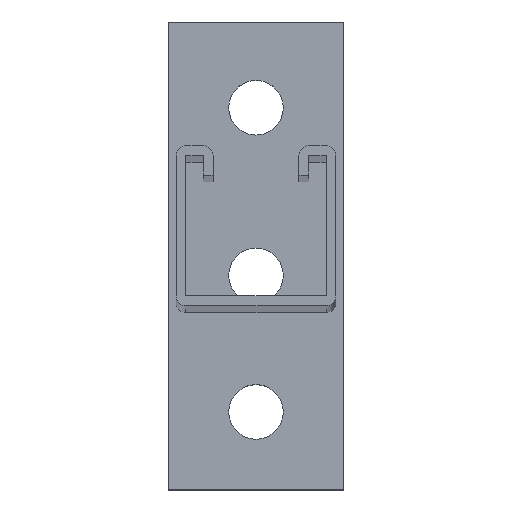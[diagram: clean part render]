
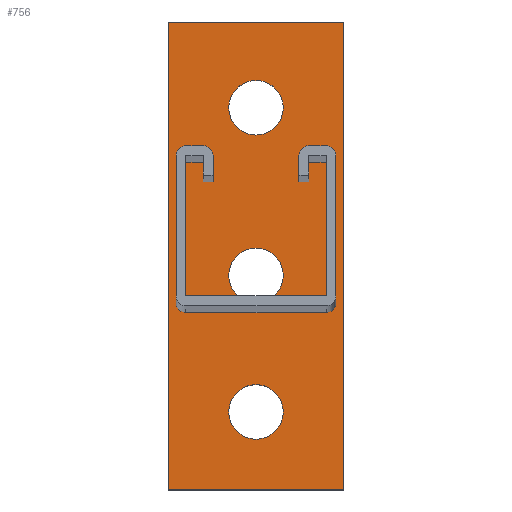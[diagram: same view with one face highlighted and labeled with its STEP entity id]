
A CAD part, top view. The second image highlights one B-rep face of the part: STEP entity #756.
In plain terms, the highlighted planar face has unit normal (0, 0, 1).
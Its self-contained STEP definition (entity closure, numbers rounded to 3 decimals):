
#1 = FACE_BOUND ( 'NONE', #862, .T. ) ;
#13 = EDGE_CURVE ( 'NONE', #299, #529, #733, .T. ) ;
#17 = AXIS2_PLACEMENT_3D ( 'NONE', #18, #1058, #292 ) ;
#18 = CARTESIAN_POINT ( 'NONE',  ( 22.5, -65., 8. ) ) ;
#38 = DIRECTION ( 'NONE',  ( 0., 1., 0. ) ) ;
#39 = EDGE_CURVE ( 'NONE', #402, #653, #689, .T. ) ;
#57 = DIRECTION ( 'NONE',  ( 0., 0., 1. ) ) ;
#64 = VERTEX_POINT ( 'NONE', #838 ) ;
#70 = ORIENTED_EDGE ( 'NONE', *, *, #1102, .T. ) ;
#77 = CARTESIAN_POINT ( 'NONE',  ( 29.5, -100., 8. ) ) ;
#80 = EDGE_LOOP ( 'NONE', ( #893, #122 ) ) ;
#104 = AXIS2_PLACEMENT_3D ( 'NONE', #548, #668, #1029 ) ;
#122 = ORIENTED_EDGE ( 'NONE', *, *, #591, .F. ) ;
#131 = DIRECTION ( 'NONE',  ( 0., -1., 0. ) ) ;
#138 = EDGE_CURVE ( 'NONE', #653, #402, #1003, .T. ) ;
#148 = DIRECTION ( 'NONE',  ( -1., 0., 0. ) ) ;
#149 = CARTESIAN_POINT ( 'NONE',  ( 22.5, -22., 8. ) ) ;
#160 = DIRECTION ( 'NONE',  ( 1., 0., 0. ) ) ;
#167 = AXIS2_PLACEMENT_3D ( 'NONE', #782, #695, #977 ) ;
#171 = VECTOR ( 'NONE', #148, 1000. ) ;
#181 = CARTESIAN_POINT ( 'NONE',  ( 22.5, -65., 8. ) ) ;
#215 = EDGE_CURVE ( 'NONE', #351, #700, #368, .T. ) ;
#232 = CIRCLE ( 'NONE', #1019, 7. ) ;
#278 = CARTESIAN_POINT ( 'NONE',  ( 0., -120., 8. ) ) ;
#292 = DIRECTION ( 'NONE',  ( 1., 0., 0. ) ) ;
#299 = VERTEX_POINT ( 'NONE', #405 ) ;
#304 = EDGE_LOOP ( 'NONE', ( #70, #607, #775, #743 ) ) ;
#309 = CARTESIAN_POINT ( 'NONE',  ( 15.5, -100., 8. ) ) ;
#310 = ORIENTED_EDGE ( 'NONE', *, *, #138, .F. ) ;
#329 = CARTESIAN_POINT ( 'NONE',  ( 29.5, -22., 8. ) ) ;
#337 = EDGE_CURVE ( 'NONE', #868, #64, #562, .T. ) ;
#342 = CARTESIAN_POINT ( 'NONE',  ( 0., 0., 8. ) ) ;
#351 = VERTEX_POINT ( 'NONE', #609 ) ;
#368 = LINE ( 'NONE', #278, #1042 ) ;
#370 = DIRECTION ( 'NONE',  ( 0., 0., 1. ) ) ;
#390 = FACE_OUTER_BOUND ( 'NONE', #304, .T. ) ;
#397 = FACE_BOUND ( 'NONE', #80, .T. ) ;
#402 = VERTEX_POINT ( 'NONE', #309 ) ;
#405 = CARTESIAN_POINT ( 'NONE',  ( 45., 0., 8. ) ) ;
#408 = PLANE ( 'NONE',  #167 ) ;
#432 = CARTESIAN_POINT ( 'NONE',  ( 29.5, -65., 8. ) ) ;
#438 = CARTESIAN_POINT ( 'NONE',  ( 0., 0., 8. ) ) ;
#461 = ORIENTED_EDGE ( 'NONE', *, *, #566, .F. ) ;
#491 = CARTESIAN_POINT ( 'NONE',  ( 45., -120., 8. ) ) ;
#519 = DIRECTION ( 'NONE',  ( 0., 0., 1. ) ) ;
#527 = DIRECTION ( 'NONE',  ( 1., 0., 0. ) ) ;
#529 = VERTEX_POINT ( 'NONE', #1234 ) ;
#548 = CARTESIAN_POINT ( 'NONE',  ( 22.5, -22., 8. ) ) ;
#562 = CIRCLE ( 'NONE', #17, 7. ) ;
#566 = EDGE_CURVE ( 'NONE', #802, #1084, #705, .T. ) ;
#591 = EDGE_CURVE ( 'NONE', #64, #868, #619, .T. ) ;
#601 = VECTOR ( 'NONE', #38, 1000. ) ;
#603 = FACE_BOUND ( 'NONE', #707, .T. ) ;
#607 = ORIENTED_EDGE ( 'NONE', *, *, #215, .T. ) ;
#609 = CARTESIAN_POINT ( 'NONE',  ( 0., -120., 8. ) ) ;
#618 = CARTESIAN_POINT ( 'NONE',  ( 15.5, -22., 8. ) ) ;
#619 = CIRCLE ( 'NONE', #1194, 7. ) ;
#635 = CARTESIAN_POINT ( 'NONE',  ( 22.5, -100., 8. ) ) ;
#648 = ORIENTED_EDGE ( 'NONE', *, *, #1030, .F. ) ;
#650 = DIRECTION ( 'NONE',  ( 0., 0., 1. ) ) ;
#653 = VERTEX_POINT ( 'NONE', #77 ) ;
#668 = DIRECTION ( 'NONE',  ( 0., 0., 1. ) ) ;
#685 = VECTOR ( 'NONE', #131, 1000. ) ;
#689 = CIRCLE ( 'NONE', #871, 7. ) ;
#695 = DIRECTION ( 'NONE',  ( 0., 0., 1. ) ) ;
#700 = VERTEX_POINT ( 'NONE', #491 ) ;
#705 = CIRCLE ( 'NONE', #104, 7. ) ;
#707 = EDGE_LOOP ( 'NONE', ( #648, #461 ) ) ;
#733 = LINE ( 'NONE', #342, #171 ) ;
#743 = ORIENTED_EDGE ( 'NONE', *, *, #13, .T. ) ;
#756 = ADVANCED_FACE ( 'NONE', ( #603, #1, #397, #390 ), #408, .T. ) ;
#765 = DIRECTION ( 'NONE',  ( 1., 0., 0. ) ) ;
#775 = ORIENTED_EDGE ( 'NONE', *, *, #1077, .T. ) ;
#782 = CARTESIAN_POINT ( 'NONE',  ( 0., 0., 8. ) ) ;
#802 = VERTEX_POINT ( 'NONE', #618 ) ;
#816 = ORIENTED_EDGE ( 'NONE', *, *, #39, .F. ) ;
#829 = DIRECTION ( 'NONE',  ( 1., 0., 0. ) ) ;
#835 = LINE ( 'NONE', #438, #685 ) ;
#838 = CARTESIAN_POINT ( 'NONE',  ( 15.5, -65., 8. ) ) ;
#859 = DIRECTION ( 'NONE',  ( 1., 0., 0. ) ) ;
#860 = CARTESIAN_POINT ( 'NONE',  ( 22.5, -100., 8. ) ) ;
#862 = EDGE_LOOP ( 'NONE', ( #310, #816 ) ) ;
#868 = VERTEX_POINT ( 'NONE', #432 ) ;
#871 = AXIS2_PLACEMENT_3D ( 'NONE', #635, #519, #829 ) ;
#893 = ORIENTED_EDGE ( 'NONE', *, *, #337, .F. ) ;
#977 = DIRECTION ( 'NONE',  ( 1., 0., 0. ) ) ;
#1003 = CIRCLE ( 'NONE', #1123, 7. ) ;
#1019 = AXIS2_PLACEMENT_3D ( 'NONE', #149, #57, #527 ) ;
#1029 = DIRECTION ( 'NONE',  ( 1., 0., 0. ) ) ;
#1030 = EDGE_CURVE ( 'NONE', #1084, #802, #232, .T. ) ;
#1042 = VECTOR ( 'NONE', #765, 1000. ) ;
#1058 = DIRECTION ( 'NONE',  ( 0., 0., 1. ) ) ;
#1077 = EDGE_CURVE ( 'NONE', #700, #299, #1187, .T. ) ;
#1084 = VERTEX_POINT ( 'NONE', #329 ) ;
#1102 = EDGE_CURVE ( 'NONE', #529, #351, #835, .T. ) ;
#1105 = CARTESIAN_POINT ( 'NONE',  ( 45., 0., 8. ) ) ;
#1123 = AXIS2_PLACEMENT_3D ( 'NONE', #860, #650, #160 ) ;
#1187 = LINE ( 'NONE', #1105, #601 ) ;
#1194 = AXIS2_PLACEMENT_3D ( 'NONE', #181, #370, #859 ) ;
#1234 = CARTESIAN_POINT ( 'NONE',  ( 0., 0., 8. ) ) ;
